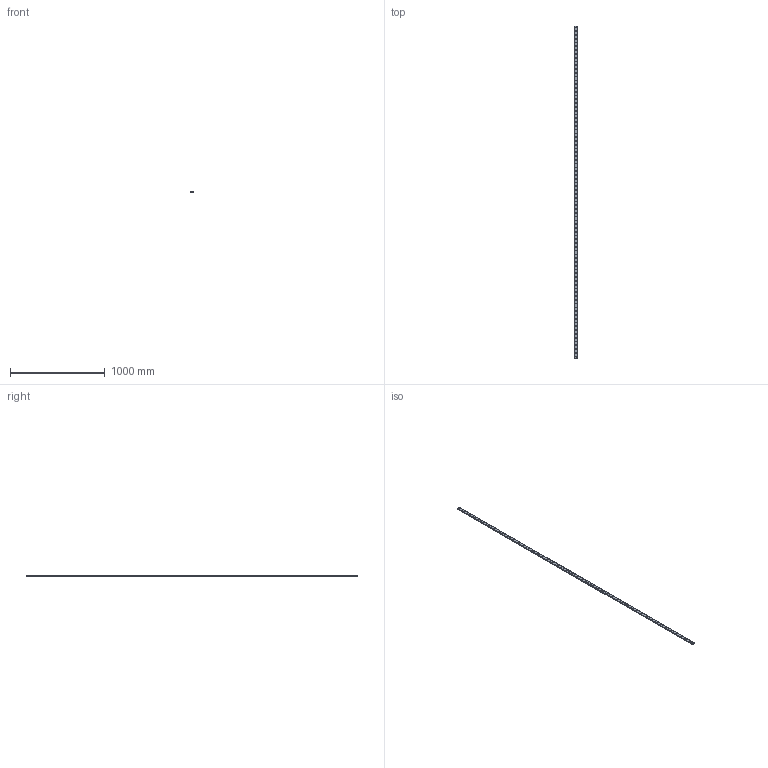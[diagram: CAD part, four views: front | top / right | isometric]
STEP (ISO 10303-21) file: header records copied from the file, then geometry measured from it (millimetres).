
FILE_DESCRIPTION(('STEP AP214'),'1');
FILE_NAME('cctmp_58BAB848-1899-471D-AB06-235E9D514685_2021_03_02_12_16_12_0914..stp','2021-03-02T11:16:13',('HIWIN GmbH'),('CADClick - www.CADClick.com'),'Spatial InterOp 3D',' ','unknown authorization');
FILE_SCHEMA(('AUTOMOTIVE_DESIGN'));
Length unit declared in the file: millimetre
Products named in the file (1): WER17R3510H_FILE
Bounding box: 33 x 3510 x 9.3 mm (x, y, z)
Volume: 969369.1 mm3; surface area: 343097.9 mm2
Topology: 1 solids, 1 shells, 1687 faces, 3459 edges, 2306 vertices
Faces by surface type: cylinder 1074, plane 613
Entity records: 59061 total; most frequent: DIRECTION 8983, CARTESIAN_POINT 7453, ORIENTED_EDGE 6918, AXIS2_PLACEMENT_3D 3836, EDGE_CURVE 3459, VERTEX_POINT 2306, EDGE_LOOP 2219, CIRCLE 2148
